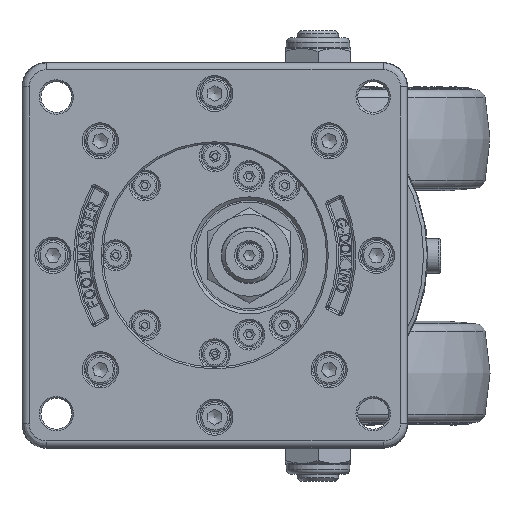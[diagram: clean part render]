
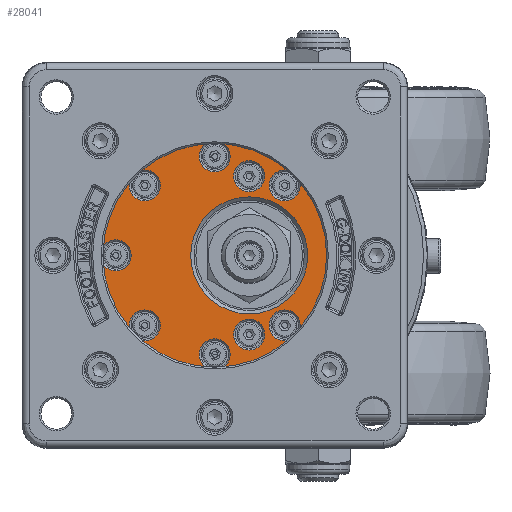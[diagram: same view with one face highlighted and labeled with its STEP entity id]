
A CAD part, top view. The second image highlights one B-rep face of the part: STEP entity #28041.
In plain terms, the highlighted planar face has unit normal (0, 0, 1).
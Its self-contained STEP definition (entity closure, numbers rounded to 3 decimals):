
#1359=FACE_BOUND('',#4347,.T.);
#1360=FACE_BOUND('',#4348,.T.);
#1361=FACE_BOUND('',#4349,.T.);
#1362=FACE_BOUND('',#4350,.T.);
#1363=FACE_BOUND('',#4351,.T.);
#1364=FACE_BOUND('',#4352,.T.);
#1365=FACE_BOUND('',#4353,.T.);
#1366=FACE_BOUND('',#4354,.T.);
#1367=FACE_BOUND('',#4355,.T.);
#1368=FACE_BOUND('',#4356,.T.);
#1686=PLANE('',#29880);
#2745=FACE_OUTER_BOUND('',#4346,.T.);
#4346=EDGE_LOOP('',(#19087));
#4347=EDGE_LOOP('',(#19088));
#4348=EDGE_LOOP('',(#19089));
#4349=EDGE_LOOP('',(#19090));
#4350=EDGE_LOOP('',(#19091));
#4351=EDGE_LOOP('',(#19092));
#4352=EDGE_LOOP('',(#19093));
#4353=EDGE_LOOP('',(#19094));
#4354=EDGE_LOOP('',(#19095));
#4355=EDGE_LOOP('',(#19096));
#4356=EDGE_LOOP('',(#19097));
#10315=CIRCLE('',#29875,4.5);
#10319=CIRCLE('',#29881,34.5);
#10320=CIRCLE('',#29882,4.5);
#10321=CIRCLE('',#29883,4.5);
#10322=CIRCLE('',#29884,4.5);
#10323=CIRCLE('',#29885,4.5);
#10324=CIRCLE('',#29886,17.);
#10325=CIRCLE('',#29887,4.5);
#10326=CIRCLE('',#29888,4.5);
#10327=CIRCLE('',#29889,4.5);
#10328=CIRCLE('',#29890,4.5);
#11285=VERTEX_POINT('',#38760);
#11289=VERTEX_POINT('',#38772);
#11290=VERTEX_POINT('',#38774);
#11291=VERTEX_POINT('',#38776);
#11292=VERTEX_POINT('',#38778);
#11293=VERTEX_POINT('',#38780);
#11294=VERTEX_POINT('',#38782);
#11295=VERTEX_POINT('',#38784);
#11296=VERTEX_POINT('',#38786);
#11297=VERTEX_POINT('',#38788);
#11298=VERTEX_POINT('',#38790);
#14280=EDGE_CURVE('',#11285,#11285,#10315,.T.);
#14286=EDGE_CURVE('',#11289,#11289,#10319,.T.);
#14287=EDGE_CURVE('',#11290,#11290,#10320,.T.);
#14288=EDGE_CURVE('',#11291,#11291,#10321,.T.);
#14289=EDGE_CURVE('',#11292,#11292,#10322,.T.);
#14290=EDGE_CURVE('',#11293,#11293,#10323,.T.);
#14291=EDGE_CURVE('',#11294,#11294,#10324,.T.);
#14292=EDGE_CURVE('',#11295,#11295,#10325,.T.);
#14293=EDGE_CURVE('',#11296,#11296,#10326,.T.);
#14294=EDGE_CURVE('',#11297,#11297,#10327,.T.);
#14295=EDGE_CURVE('',#11298,#11298,#10328,.T.);
#19087=ORIENTED_EDGE('',*,*,#14286,.F.);
#19088=ORIENTED_EDGE('',*,*,#14287,.F.);
#19089=ORIENTED_EDGE('',*,*,#14288,.F.);
#19090=ORIENTED_EDGE('',*,*,#14289,.F.);
#19091=ORIENTED_EDGE('',*,*,#14290,.F.);
#19092=ORIENTED_EDGE('',*,*,#14291,.F.);
#19093=ORIENTED_EDGE('',*,*,#14292,.F.);
#19094=ORIENTED_EDGE('',*,*,#14293,.F.);
#19095=ORIENTED_EDGE('',*,*,#14294,.F.);
#19096=ORIENTED_EDGE('',*,*,#14295,.F.);
#19097=ORIENTED_EDGE('',*,*,#14280,.F.);
#28041=ADVANCED_FACE('',(#2745,#1359,#1360,#1361,#1362,#1363,#1364,#1365,
#1366,#1367,#1368),#1686,.F.);
#29875=AXIS2_PLACEMENT_3D('',#38761,#32602,#32603);
#29880=AXIS2_PLACEMENT_3D('',#38771,#32614,#32615);
#29881=AXIS2_PLACEMENT_3D('',#38773,#32616,#32617);
#29882=AXIS2_PLACEMENT_3D('',#38775,#32618,#32619);
#29883=AXIS2_PLACEMENT_3D('',#38777,#32620,#32621);
#29884=AXIS2_PLACEMENT_3D('',#38779,#32622,#32623);
#29885=AXIS2_PLACEMENT_3D('',#38781,#32624,#32625);
#29886=AXIS2_PLACEMENT_3D('',#38783,#32626,#32627);
#29887=AXIS2_PLACEMENT_3D('',#38785,#32628,#32629);
#29888=AXIS2_PLACEMENT_3D('',#38787,#32630,#32631);
#29889=AXIS2_PLACEMENT_3D('',#38789,#32632,#32633);
#29890=AXIS2_PLACEMENT_3D('',#38791,#32634,#32635);
#32602=DIRECTION('center_axis',(0.,0.,
1.));
#32603=DIRECTION('ref_axis',(-1.,0.,0.));
#32614=DIRECTION('center_axis',(0.,0.,
-1.));
#32615=DIRECTION('ref_axis',(1.,0.,0.));
#32616=DIRECTION('center_axis',(0.,0.,
-1.));
#32617=DIRECTION('ref_axis',(-1.,0.,0.));
#32618=DIRECTION('center_axis',(0.,0.,
1.));
#32619=DIRECTION('ref_axis',(1.,0.,0.));
#32620=DIRECTION('center_axis',(0.,0.,
1.));
#32621=DIRECTION('ref_axis',(-0.707,0.707,0.));
#32622=DIRECTION('center_axis',(0.,0.,
1.));
#32623=DIRECTION('ref_axis',(-0.707,-0.707,0.));
#32624=DIRECTION('center_axis',(0.,0.,
1.));
#32625=DIRECTION('ref_axis',(0.707,-0.707,0.));
#32626=DIRECTION('center_axis',(0.,0.,
1.));
#32627=DIRECTION('ref_axis',(1.,0.,0.));
#32628=DIRECTION('center_axis',(0.,0.,
1.));
#32629=DIRECTION('ref_axis',(1.,0.,0.));
#32630=DIRECTION('center_axis',(0.,0.,
1.));
#32631=DIRECTION('ref_axis',(0.,-1.,0.));
#32632=DIRECTION('center_axis',(0.,0.,
1.));
#32633=DIRECTION('ref_axis',(-1.,0.,0.));
#32634=DIRECTION('center_axis',(0.,0.,
1.));
#32635=DIRECTION('ref_axis',(0.,1.,0.));
#38760=CARTESIAN_POINT('',(14.5,23.,-7.2));
#38761=CARTESIAN_POINT('Origin',(10.,23.,-7.2));
#38771=CARTESIAN_POINT('Origin',(0.,0.,
-7.2));
#38772=CARTESIAN_POINT('',(34.5,0.,-7.2));
#38773=CARTESIAN_POINT('Origin',(0.,0.,
-7.2));
#38774=CARTESIAN_POINT('',(5.5,-23.,-7.2));
#38775=CARTESIAN_POINT('Origin',(10.,-23.,-7.2));
#38776=CARTESIAN_POINT('',(3.182,25.568,-7.2));
#38777=CARTESIAN_POINT('Origin',(0.,28.75,-7.2));
#38778=CARTESIAN_POINT('',(-25.568,3.182,-7.2));
#38779=CARTESIAN_POINT('Origin',(-28.75,0.,-7.2));
#38780=CARTESIAN_POINT('',(-3.182,-25.568,-7.2));
#38781=CARTESIAN_POINT('Origin',(0.,-28.75,-7.2));
#38782=CARTESIAN_POINT('',(-7.,0.,-7.2));
#38783=CARTESIAN_POINT('Origin',(10.,0.,-7.2));
#38784=CARTESIAN_POINT('',(15.829,-20.329,-7.2));
#38785=CARTESIAN_POINT('Origin',(20.329,-20.329,-7.2));
#38786=CARTESIAN_POINT('',(-20.329,-15.829,-7.2));
#38787=CARTESIAN_POINT('Origin',(-20.329,-20.329,-7.2));
#38788=CARTESIAN_POINT('',(-15.829,20.329,-7.2));
#38789=CARTESIAN_POINT('Origin',(-20.329,20.329,-7.2));
#38790=CARTESIAN_POINT('',(20.329,15.829,-7.2));
#38791=CARTESIAN_POINT('Origin',(20.329,20.329,-7.2));
